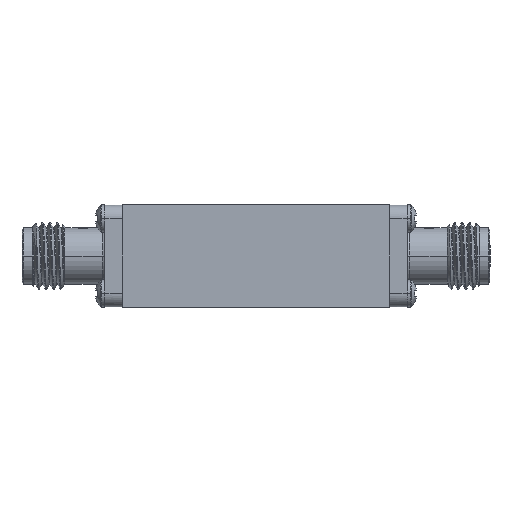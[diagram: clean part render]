
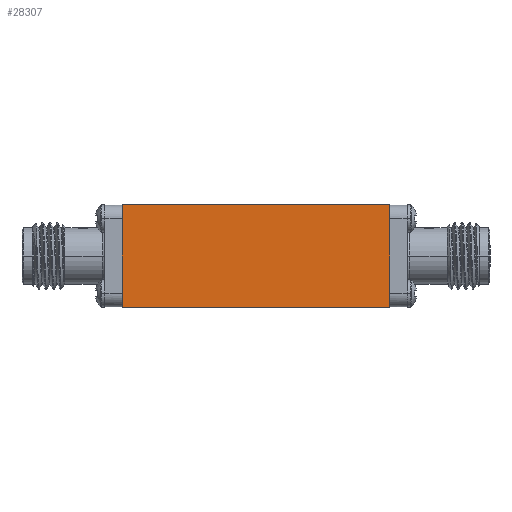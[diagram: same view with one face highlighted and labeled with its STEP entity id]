
A CAD part, front view. The second image highlights one B-rep face of the part: STEP entity #28307.
In plain terms, the highlighted planar face has unit normal (0, -1, 0).
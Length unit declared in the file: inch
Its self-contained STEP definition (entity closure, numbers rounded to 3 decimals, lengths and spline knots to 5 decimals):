
#1261 = DIRECTION ( 'NONE',  ( 1., 0., 0. ) ) ;
#2581 = FACE_OUTER_BOUND ( 'NONE', #23707, .T. ) ;
#5855 = CARTESIAN_POINT ( 'NONE',  ( 0.5, -0.25, -0.19094 ) ) ;
#6641 = VECTOR ( 'NONE', #36250, 39.37008 ) ;
#7169 = LINE ( 'NONE', #29265, #6641 ) ;
#7855 = CARTESIAN_POINT ( 'NONE',  ( -0.5, -0.25, -0.19094 ) ) ;
#10119 = CARTESIAN_POINT ( 'NONE',  ( -0.5, -0.25, 0.19094 ) ) ;
#10464 = EDGE_CURVE ( 'NONE', #32315, #35897, #22690, .T. ) ;
#11255 = ORIENTED_EDGE ( 'NONE', *, *, #10464, .F. ) ;
#14786 = DIRECTION ( 'NONE',  ( 1., 0., 0. ) ) ;
#15941 = CARTESIAN_POINT ( 'NONE',  ( -0.5, -0.25, -0.19094 ) ) ;
#16418 = VECTOR ( 'NONE', #40443, 39.37008 ) ;
#18013 = AXIS2_PLACEMENT_3D ( 'NONE', #39794, #29346, #42881 ) ;
#20422 = CARTESIAN_POINT ( 'NONE',  ( -0.5, -0.25, 0.19094 ) ) ;
#21750 = VECTOR ( 'NONE', #14786, 39.37008 ) ;
#21872 = EDGE_CURVE ( 'NONE', #35555, #32315, #31155, .T. ) ;
#22690 = LINE ( 'NONE', #23591, #16418 ) ;
#23591 = CARTESIAN_POINT ( 'NONE',  ( 0.5, -0.25, 0.19094 ) ) ;
#23707 = EDGE_LOOP ( 'NONE', ( #35067, #11255, #35360, #36180 ) ) ;
#28307 = ADVANCED_FACE ( 'NONE', ( #2581 ), #42434, .F. ) ;
#29265 = CARTESIAN_POINT ( 'NONE',  ( -0.5, -0.25, 0.19094 ) ) ;
#29346 = DIRECTION ( 'NONE',  ( 0., 1., 0. ) ) ;
#30975 = VECTOR ( 'NONE', #1261, 39.37008 ) ;
#31155 = LINE ( 'NONE', #20422, #21750 ) ;
#31199 = VERTEX_POINT ( 'NONE', #15941 ) ;
#31448 = CARTESIAN_POINT ( 'NONE',  ( 0.5, -0.25, 0.19094 ) ) ;
#32315 = VERTEX_POINT ( 'NONE', #31448 ) ;
#33601 = EDGE_CURVE ( 'NONE', #35555, #31199, #7169, .T. ) ;
#34064 = LINE ( 'NONE', #7855, #30975 ) ;
#35067 = ORIENTED_EDGE ( 'NONE', *, *, #39219, .T. ) ;
#35360 = ORIENTED_EDGE ( 'NONE', *, *, #21872, .F. ) ;
#35555 = VERTEX_POINT ( 'NONE', #10119 ) ;
#35897 = VERTEX_POINT ( 'NONE', #5855 ) ;
#36180 = ORIENTED_EDGE ( 'NONE', *, *, #33601, .T. ) ;
#36250 = DIRECTION ( 'NONE',  ( 0., 0., -1. ) ) ;
#39219 = EDGE_CURVE ( 'NONE', #31199, #35897, #34064, .T. ) ;
#39794 = CARTESIAN_POINT ( 'NONE',  ( -0.5, -0.25, 0.19094 ) ) ;
#40443 = DIRECTION ( 'NONE',  ( 0., 0., -1. ) ) ;
#42434 = PLANE ( 'NONE',  #18013 ) ;
#42881 = DIRECTION ( 'NONE',  ( 0., 0., 1. ) ) ;
